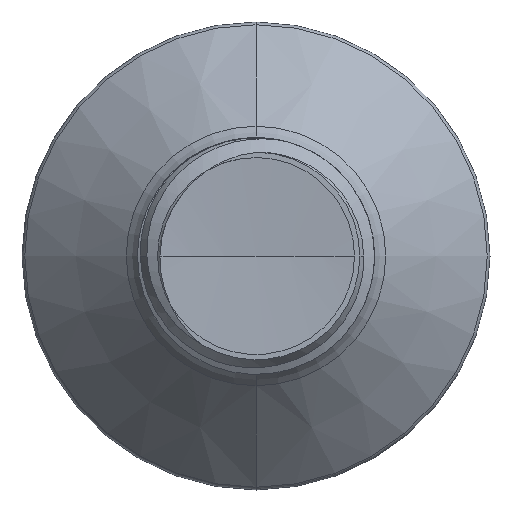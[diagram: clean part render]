
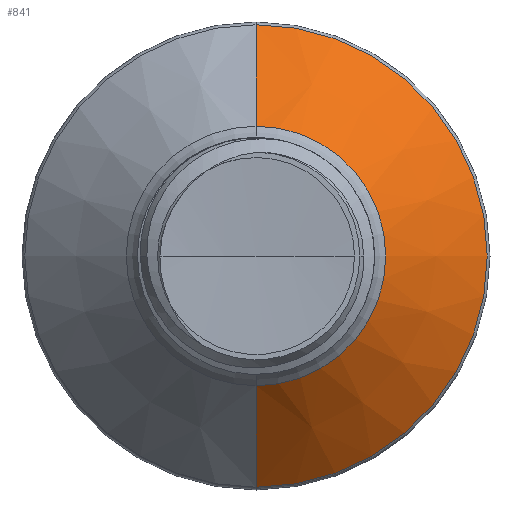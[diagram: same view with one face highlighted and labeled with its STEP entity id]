
A CAD part, front view. The second image highlights one B-rep face of the part: STEP entity #841.
In plain terms, the highlighted conical face has half-angle 45 degrees and reference radius 4.381 mm.
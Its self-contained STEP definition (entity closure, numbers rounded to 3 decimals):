
#141 = CIRCLE ( 'NONE', #7733, 4.381 ) ;
#749 = CARTESIAN_POINT ( 'NONE',  ( 0., 8.985, -7.807 ) ) ;
#841 = ADVANCED_FACE ( 'NONE', ( #3392 ), #10871, .T. ) ;
#1488 = EDGE_CURVE ( 'NONE', #4482, #4650, #141, .T. ) ;
#1505 = EDGE_CURVE ( 'NONE', #4650, #6912, #6585, .T. ) ;
#1511 = EDGE_CURVE ( 'NONE', #12048, #6912, #11186, .T. ) ;
#1514 = EDGE_CURVE ( 'NONE', #4482, #12048, #9084, .T. ) ;
#3392 = FACE_OUTER_BOUND ( 'NONE', #11944, .T. ) ;
#4482 = VERTEX_POINT ( 'NONE', #11284 ) ;
#4650 = VERTEX_POINT ( 'NONE', #5630 ) ;
#5236 = ORIENTED_EDGE ( 'NONE', *, *, #1514, .F. ) ;
#5630 = CARTESIAN_POINT ( 'NONE',  ( 0., 5.558, -4.381 ) ) ;
#6206 = VECTOR ( 'NONE', #9464, 1000. ) ;
#6585 = LINE ( 'NONE', #9482, #6206 ) ;
#6702 = DIRECTION ( 'NONE',  ( 0., 0., 1. ) ) ;
#6912 = VERTEX_POINT ( 'NONE', #749 ) ;
#7393 = AXIS2_PLACEMENT_3D ( 'NONE', #11251, #11443, #6702 ) ;
#7733 = AXIS2_PLACEMENT_3D ( 'NONE', #9434, #9420, #9418 ) ;
#8328 = AXIS2_PLACEMENT_3D ( 'NONE', #9347, #9332, #9317 ) ;
#9084 = LINE ( 'NONE', #9355, #10965 ) ;
#9317 = DIRECTION ( 'NONE',  ( 0., 0., 1. ) ) ;
#9332 = DIRECTION ( 'NONE',  ( 0., 1., 0. ) ) ;
#9347 = CARTESIAN_POINT ( 'NONE',  ( 0., 8.985, 0. ) ) ;
#9355 = CARTESIAN_POINT ( 'NONE',  ( 0., 5.558, 4.381 ) ) ;
#9418 = DIRECTION ( 'NONE',  ( 0., 0., 1. ) ) ;
#9420 = DIRECTION ( 'NONE',  ( 0., 1., 0. ) ) ;
#9434 = CARTESIAN_POINT ( 'NONE',  ( 0., 5.558, 0. ) ) ;
#9464 = DIRECTION ( 'NONE',  ( 0., 0.707, -0.707 ) ) ;
#9482 = CARTESIAN_POINT ( 'NONE',  ( 0., 5.558, -4.381 ) ) ;
#9602 = DIRECTION ( 'NONE',  ( 0., 0.707, 0.707 ) ) ;
#10252 = ORIENTED_EDGE ( 'NONE', *, *, #1505, .T. ) ;
#10434 = ORIENTED_EDGE ( 'NONE', *, *, #1488, .T. ) ;
#10807 = CARTESIAN_POINT ( 'NONE',  ( 0., 8.985, 7.807 ) ) ;
#10871 = CONICAL_SURFACE ( 'NONE', #7393, 4.381, 0.785 ) ;
#10965 = VECTOR ( 'NONE', #9602, 1000. ) ;
#11186 = CIRCLE ( 'NONE', #8328, 7.807 ) ;
#11251 = CARTESIAN_POINT ( 'NONE',  ( 0., 5.558, 0. ) ) ;
#11284 = CARTESIAN_POINT ( 'NONE',  ( 0., 5.558, 4.381 ) ) ;
#11443 = DIRECTION ( 'NONE',  ( 0., 1., 0. ) ) ;
#11944 = EDGE_LOOP ( 'NONE', ( #10434, #10252, #12295, #5236 ) ) ;
#12048 = VERTEX_POINT ( 'NONE', #10807 ) ;
#12295 = ORIENTED_EDGE ( 'NONE', *, *, #1511, .F. ) ;
